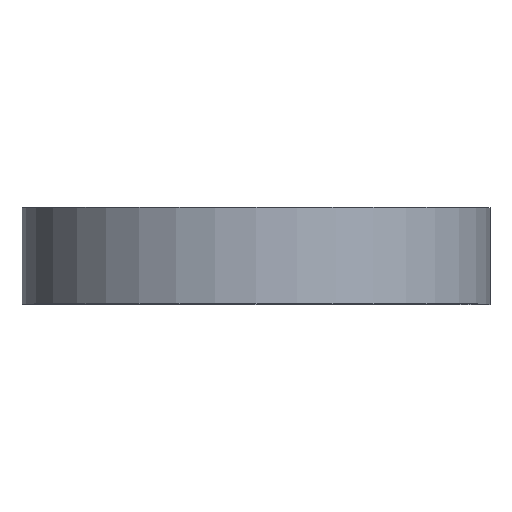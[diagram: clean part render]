
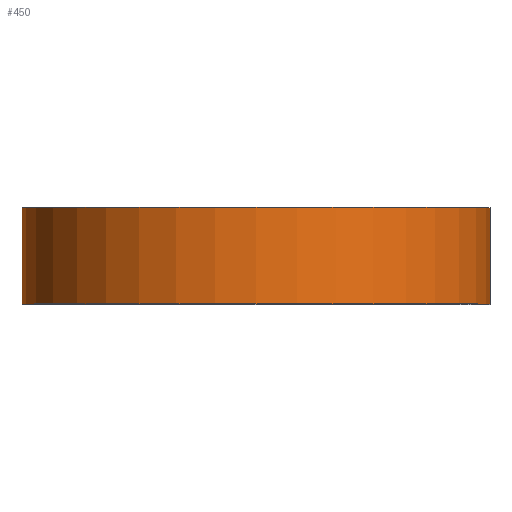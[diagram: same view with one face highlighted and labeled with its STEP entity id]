
A CAD part, top view. The second image highlights one B-rep face of the part: STEP entity #450.
In plain terms, the highlighted cylindrical face has radius 38.519 mm (diameter 77.038 mm), a partial arc.
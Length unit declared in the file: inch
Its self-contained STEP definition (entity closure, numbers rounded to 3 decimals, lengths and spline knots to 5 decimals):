
#12 = ORIENTED_EDGE ( 'NONE', *, *, #342, .F. ) ;
#44 = CARTESIAN_POINT ( 'NONE',  ( 0., 0.3125, 0. ) ) ;
#125 = CARTESIAN_POINT ( 'NONE',  ( 0., -0.3125, -1.5165 ) ) ;
#129 = ORIENTED_EDGE ( 'NONE', *, *, #392, .T. ) ;
#134 = ORIENTED_EDGE ( 'NONE', *, *, #308, .T. ) ;
#168 = VERTEX_POINT ( 'NONE', #336 ) ;
#172 = VERTEX_POINT ( 'NONE', #340 ) ;
#198 = AXIS2_PLACEMENT_3D ( 'NONE', #44, #717, #313 ) ;
#214 = CARTESIAN_POINT ( 'NONE',  ( 0., 0.3125, 0. ) ) ;
#220 = DIRECTION ( 'NONE',  ( 0., 1., 0. ) ) ;
#258 = DIRECTION ( 'NONE',  ( 0., -1., 0. ) ) ;
#259 = EDGE_CURVE ( 'NONE', #172, #592, #527, .T. ) ;
#308 = EDGE_CURVE ( 'NONE', #475, #168, #493, .T. ) ;
#313 = DIRECTION ( 'NONE',  ( 0., 0., -1. ) ) ;
#327 = DIRECTION ( 'NONE',  ( 1., 0., 0. ) ) ;
#336 = CARTESIAN_POINT ( 'NONE',  ( 1.5165, -0.3125, 0. ) ) ;
#340 = CARTESIAN_POINT ( 'NONE',  ( 0., 0.3125, -1.5165 ) ) ;
#342 = EDGE_CURVE ( 'NONE', #592, #168, #468, .T. ) ;
#389 = CYLINDRICAL_SURFACE ( 'NONE', #198, 1.5165 ) ;
#392 = EDGE_CURVE ( 'NONE', #172, #475, #432, .T. ) ;
#397 = FACE_OUTER_BOUND ( 'NONE', #579, .T. ) ;
#420 = VECTOR ( 'NONE', #258, 39.37008 ) ;
#424 = AXIS2_PLACEMENT_3D ( 'NONE', #214, #220, #327 ) ;
#432 = LINE ( 'NONE', #705, #420 ) ;
#450 = ADVANCED_FACE ( 'NONE', ( #397 ), #389, .T. ) ;
#462 = CARTESIAN_POINT ( 'NONE',  ( 0., -0.3125, 0. ) ) ;
#463 = VECTOR ( 'NONE', #522, 39.37008 ) ;
#468 = LINE ( 'NONE', #545, #463 ) ;
#475 = VERTEX_POINT ( 'NONE', #125 ) ;
#493 = CIRCLE ( 'NONE', #507, 1.5165 ) ;
#497 = DIRECTION ( 'NONE',  ( 1., 0., 0. ) ) ;
#505 = DIRECTION ( 'NONE',  ( 0., 1., 0. ) ) ;
#507 = AXIS2_PLACEMENT_3D ( 'NONE', #462, #505, #497 ) ;
#522 = DIRECTION ( 'NONE',  ( 0., -1., 0. ) ) ;
#527 = CIRCLE ( 'NONE', #424, 1.5165 ) ;
#545 = CARTESIAN_POINT ( 'NONE',  ( 1.5165, 0.3125, 0. ) ) ;
#579 = EDGE_LOOP ( 'NONE', ( #134, #12, #718, #129 ) ) ;
#592 = VERTEX_POINT ( 'NONE', #732 ) ;
#705 = CARTESIAN_POINT ( 'NONE',  ( 0., 0.3125, -1.5165 ) ) ;
#717 = DIRECTION ( 'NONE',  ( 0., -1., 0. ) ) ;
#718 = ORIENTED_EDGE ( 'NONE', *, *, #259, .F. ) ;
#732 = CARTESIAN_POINT ( 'NONE',  ( 1.5165, 0.3125, 0. ) ) ;
